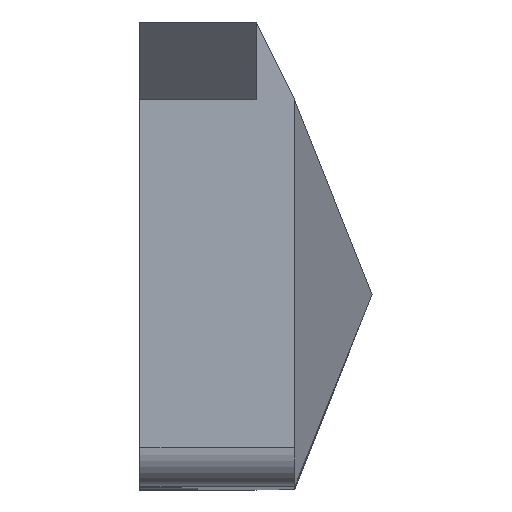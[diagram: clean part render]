
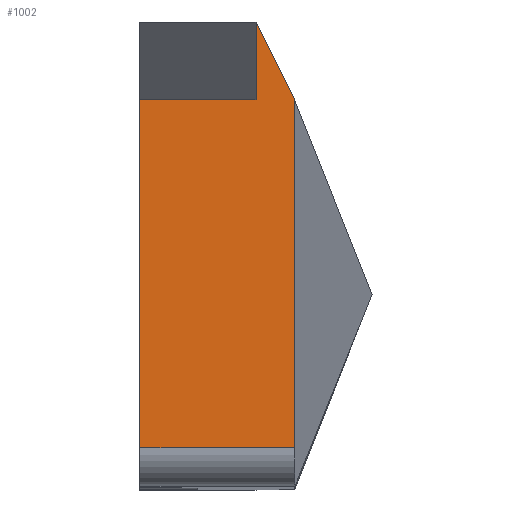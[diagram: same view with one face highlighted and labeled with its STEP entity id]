
A CAD part, top view. The second image highlights one B-rep face of the part: STEP entity #1002.
In plain terms, the highlighted planar face has unit normal (0, 0, 1).
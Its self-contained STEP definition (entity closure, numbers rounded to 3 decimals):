
#20 = EDGE_CURVE ( 'NONE', #754, #1549, #324, .T. ) ;
#38 = CARTESIAN_POINT ( 'NONE',  ( 10., -110., 275. ) ) ;
#99 = EDGE_LOOP ( 'NONE', ( #426, #1731, #1784, #1149, #636, #1516 ) ) ;
#116 = DIRECTION ( 'NONE',  ( 0., 0., -1. ) ) ;
#131 = VECTOR ( 'NONE', #1465, 1000. ) ;
#166 = CARTESIAN_POINT ( 'NONE',  ( 0., -20., 275. ) ) ;
#170 = CARTESIAN_POINT ( 'NONE',  ( 0., 0., 275. ) ) ;
#182 = VECTOR ( 'NONE', #1375, 1000. ) ;
#185 = CARTESIAN_POINT ( 'NONE',  ( -30., -120., 275. ) ) ;
#324 = LINE ( 'NONE', #170, #1572 ) ;
#407 = CARTESIAN_POINT ( 'NONE',  ( 10., -20., 275. ) ) ;
#415 = VERTEX_POINT ( 'NONE', #38 ) ;
#422 = LINE ( 'NONE', #1023, #131 ) ;
#426 = ORIENTED_EDGE ( 'NONE', *, *, #1709, .F. ) ;
#507 = VERTEX_POINT ( 'NONE', #1706 ) ;
#511 = LINE ( 'NONE', #998, #761 ) ;
#531 = EDGE_CURVE ( 'NONE', #415, #507, #511, .T. ) ;
#636 = ORIENTED_EDGE ( 'NONE', *, *, #713, .F. ) ;
#637 = LINE ( 'NONE', #185, #1607 ) ;
#645 = EDGE_CURVE ( 'NONE', #754, #722, #422, .T. ) ;
#686 = DIRECTION ( 'NONE',  ( -1., 0., 0. ) ) ;
#713 = EDGE_CURVE ( 'NONE', #507, #722, #637, .T. ) ;
#722 = VERTEX_POINT ( 'NONE', #1377 ) ;
#754 = VERTEX_POINT ( 'NONE', #166 ) ;
#761 = VECTOR ( 'NONE', #686, 1000. ) ;
#774 = DIRECTION ( 'NONE',  ( 0., 1., 0. ) ) ;
#946 = CARTESIAN_POINT ( 'NONE',  ( 10., -20., 275. ) ) ;
#960 = VERTEX_POINT ( 'NONE', #407 ) ;
#964 = CARTESIAN_POINT ( 'NONE',  ( 0., 0., 275. ) ) ;
#994 = CARTESIAN_POINT ( 'NONE',  ( 0., 0., 275. ) ) ;
#998 = CARTESIAN_POINT ( 'NONE',  ( -30., -110., 275. ) ) ;
#1002 = ADVANCED_FACE ( 'NONE', ( #1774 ), #1474, .F. ) ;
#1021 = AXIS2_PLACEMENT_3D ( 'NONE', #1922, #116, #1301 ) ;
#1023 = CARTESIAN_POINT ( 'NONE',  ( 0., -20., 275. ) ) ;
#1149 = ORIENTED_EDGE ( 'NONE', *, *, #645, .T. ) ;
#1241 = LINE ( 'NONE', #946, #182 ) ;
#1301 = DIRECTION ( 'NONE',  ( -1., 0., 0. ) ) ;
#1371 = EDGE_CURVE ( 'NONE', #960, #1549, #1442, .T. ) ;
#1375 = DIRECTION ( 'NONE',  ( 0., -1., 0. ) ) ;
#1377 = CARTESIAN_POINT ( 'NONE',  ( -30., -20., 275. ) ) ;
#1440 = VECTOR ( 'NONE', #1625, 1000. ) ;
#1442 = LINE ( 'NONE', #994, #1440 ) ;
#1465 = DIRECTION ( 'NONE',  ( -1., 0., 0. ) ) ;
#1474 = PLANE ( 'NONE',  #1021 ) ;
#1516 = ORIENTED_EDGE ( 'NONE', *, *, #531, .F. ) ;
#1549 = VERTEX_POINT ( 'NONE', #964 ) ;
#1572 = VECTOR ( 'NONE', #774, 1000. ) ;
#1607 = VECTOR ( 'NONE', #1667, 1000. ) ;
#1625 = DIRECTION ( 'NONE',  ( -0.447, 0.894, 0. ) ) ;
#1667 = DIRECTION ( 'NONE',  ( 0., 1., 0. ) ) ;
#1706 = CARTESIAN_POINT ( 'NONE',  ( -30., -110., 275. ) ) ;
#1709 = EDGE_CURVE ( 'NONE', #960, #415, #1241, .T. ) ;
#1731 = ORIENTED_EDGE ( 'NONE', *, *, #1371, .T. ) ;
#1774 = FACE_OUTER_BOUND ( 'NONE', #99, .T. ) ;
#1784 = ORIENTED_EDGE ( 'NONE', *, *, #20, .F. ) ;
#1922 = CARTESIAN_POINT ( 'NONE',  ( -30., -120., 275. ) ) ;
